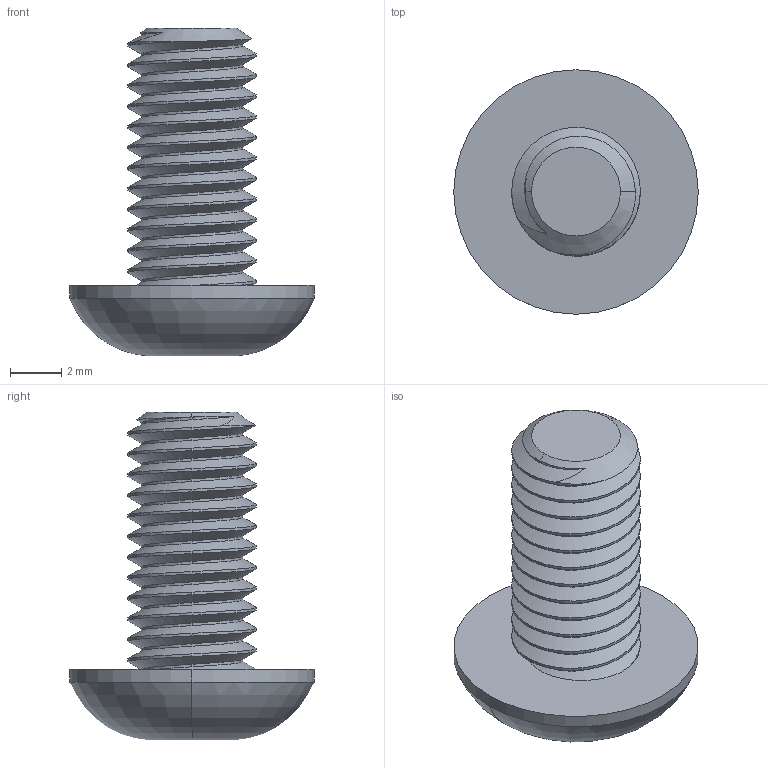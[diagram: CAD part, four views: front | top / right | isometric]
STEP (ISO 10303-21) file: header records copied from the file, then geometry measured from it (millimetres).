
FILE_DESCRIPTION (( 'STEP AP203' ), '1' );
FILE_NAME ('06-0184.STEP', '2024-02-22T18:41:59', ( '' ), ( '' ), 'SwSTEP 2.0', 'SolidWorks 2022', '' );
FILE_SCHEMA (( 'CONFIG_CONTROL_DESIGN' ));
Length unit declared in the file: millimetre
Products named in the file (1): 06-0184
Bounding box: 9.5 x 9.5 x 12.74 mm (x, y, z)
Volume: 284.4 mm3; surface area: 442.9 mm2
Topology: 1 solids, 1 shells, 75 faces, 213 edges, 141 vertices
Faces by surface type: cylinder 53, cone 9, plane 9, torus 2, bspline 2
Entity records: 3799 total; most frequent: CARTESIAN_POINT 2113, ORIENTED_EDGE 426, DIRECTION 254, EDGE_CURVE 213, VERTEX_POINT 141, AXIS2_PLACEMENT_3D 94, EDGE_LOOP 76, FACE_OUTER_BOUND 75
